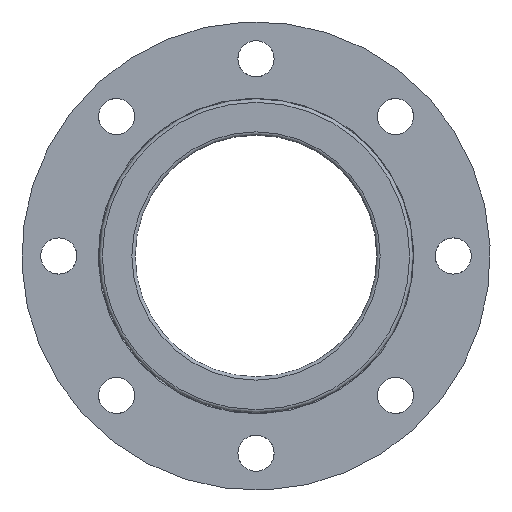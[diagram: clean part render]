
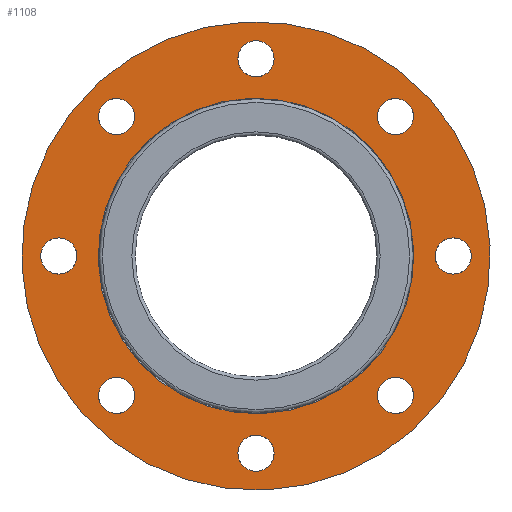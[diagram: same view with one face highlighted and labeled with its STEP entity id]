
A CAD part, front view. The second image highlights one B-rep face of the part: STEP entity #1108.
In plain terms, the highlighted planar face has unit normal (0, -1, 0).
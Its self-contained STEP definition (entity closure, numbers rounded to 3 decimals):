
#39=FACE_BOUND('',#274,.T.);
#40=FACE_BOUND('',#275,.T.);
#41=FACE_BOUND('',#276,.T.);
#42=FACE_BOUND('',#277,.T.);
#43=FACE_BOUND('',#278,.T.);
#44=FACE_BOUND('',#279,.T.);
#45=FACE_BOUND('',#280,.T.);
#46=FACE_BOUND('',#281,.T.);
#47=FACE_BOUND('',#282,.T.);
#65=PLANE('',#1327);
#203=FACE_OUTER_BOUND('',#273,.T.);
#273=EDGE_LOOP('',(#950));
#274=EDGE_LOOP('',(#951));
#275=EDGE_LOOP('',(#952));
#276=EDGE_LOOP('',(#953));
#277=EDGE_LOOP('',(#954));
#278=EDGE_LOOP('',(#955));
#279=EDGE_LOOP('',(#956));
#280=EDGE_LOOP('',(#957));
#281=EDGE_LOOP('',(#958));
#282=EDGE_LOOP('',(#959));
#397=CIRCLE('',#1302,11.);
#399=CIRCLE('',#1305,11.);
#401=CIRCLE('',#1308,11.);
#403=CIRCLE('',#1311,11.);
#405=CIRCLE('',#1314,11.);
#407=CIRCLE('',#1317,11.);
#409=CIRCLE('',#1320,11.);
#411=CIRCLE('',#1323,11.);
#412=CIRCLE('',#1325,142.5);
#414=CIRCLE('',#1328,96.);
#511=VERTEX_POINT('',#2027);
#513=VERTEX_POINT('',#2033);
#515=VERTEX_POINT('',#2039);
#517=VERTEX_POINT('',#2045);
#519=VERTEX_POINT('',#2051);
#521=VERTEX_POINT('',#2057);
#523=VERTEX_POINT('',#2063);
#525=VERTEX_POINT('',#2069);
#526=VERTEX_POINT('',#2073);
#528=VERTEX_POINT('',#2079);
#653=EDGE_CURVE('',#511,#511,#397,.T.);
#656=EDGE_CURVE('',#513,#513,#399,.T.);
#659=EDGE_CURVE('',#515,#515,#401,.T.);
#662=EDGE_CURVE('',#517,#517,#403,.T.);
#665=EDGE_CURVE('',#519,#519,#405,.T.);
#668=EDGE_CURVE('',#521,#521,#407,.T.);
#671=EDGE_CURVE('',#523,#523,#409,.T.);
#674=EDGE_CURVE('',#525,#525,#411,.T.);
#675=EDGE_CURVE('',#526,#526,#412,.T.);
#678=EDGE_CURVE('',#528,#528,#414,.T.);
#950=ORIENTED_EDGE('',*,*,#675,.T.);
#951=ORIENTED_EDGE('',*,*,#653,.T.);
#952=ORIENTED_EDGE('',*,*,#656,.T.);
#953=ORIENTED_EDGE('',*,*,#659,.T.);
#954=ORIENTED_EDGE('',*,*,#662,.T.);
#955=ORIENTED_EDGE('',*,*,#665,.T.);
#956=ORIENTED_EDGE('',*,*,#668,.T.);
#957=ORIENTED_EDGE('',*,*,#671,.T.);
#958=ORIENTED_EDGE('',*,*,#674,.T.);
#959=ORIENTED_EDGE('',*,*,#678,.F.);
#1108=ADVANCED_FACE('',(#203,#39,#40,#41,#42,#43,#44,#45,#46,#47),#65,.T.);
#1302=AXIS2_PLACEMENT_3D('',#2029,#1655,#1656);
#1305=AXIS2_PLACEMENT_3D('',#2035,#1662,#1663);
#1308=AXIS2_PLACEMENT_3D('',#2041,#1669,#1670);
#1311=AXIS2_PLACEMENT_3D('',#2047,#1676,#1677);
#1314=AXIS2_PLACEMENT_3D('',#2053,#1683,#1684);
#1317=AXIS2_PLACEMENT_3D('',#2059,#1690,#1691);
#1320=AXIS2_PLACEMENT_3D('',#2065,#1697,#1698);
#1323=AXIS2_PLACEMENT_3D('',#2071,#1704,#1705);
#1325=AXIS2_PLACEMENT_3D('',#2074,#1708,#1709);
#1327=AXIS2_PLACEMENT_3D('',#2078,#1713,#1714);
#1328=AXIS2_PLACEMENT_3D('',#2080,#1715,#1716);
#1655=DIRECTION('center_axis',(0.,1.,0.));
#1656=DIRECTION('ref_axis',(-0.707,0.,0.707));
#1662=DIRECTION('center_axis',(0.,1.,0.));
#1663=DIRECTION('ref_axis',(0.,0.,1.));
#1669=DIRECTION('center_axis',(0.,1.,0.));
#1670=DIRECTION('ref_axis',(0.707,0.,0.707));
#1676=DIRECTION('center_axis',(0.,1.,0.));
#1677=DIRECTION('ref_axis',(1.,0.,0.));
#1683=DIRECTION('center_axis',(0.,1.,0.));
#1684=DIRECTION('ref_axis',(0.707,0.,-0.707));
#1690=DIRECTION('center_axis',(0.,1.,0.));
#1691=DIRECTION('ref_axis',(0.,0.,-1.));
#1697=DIRECTION('center_axis',(0.,1.,0.));
#1698=DIRECTION('ref_axis',(-0.707,0.,-0.707));
#1704=DIRECTION('center_axis',(0.,1.,0.));
#1705=DIRECTION('ref_axis',(-1.,0.,0.));
#1708=DIRECTION('center_axis',(0.,-1.,0.));
#1709=DIRECTION('ref_axis',(1.,0.,0.));
#1713=DIRECTION('center_axis',(0.,-1.,0.));
#1714=DIRECTION('ref_axis',(0.,0.,-1.));
#1715=DIRECTION('center_axis',(0.,-1.,0.));
#1716=DIRECTION('ref_axis',(1.,0.,0.));
#2027=CARTESIAN_POINT('',(-103.087,0.,38.144));
#2029=CARTESIAN_POINT('Origin',(-110.866,0.,
45.922));
#2033=CARTESIAN_POINT('',(-45.922,0.,99.866));
#2035=CARTESIAN_POINT('Origin',(-45.922,0.,
110.866));
#2039=CARTESIAN_POINT('',(38.144,0.,103.087));
#2041=CARTESIAN_POINT('Origin',(45.922,0.,110.866));
#2045=CARTESIAN_POINT('',(99.866,0.,45.922));
#2047=CARTESIAN_POINT('Origin',(110.866,0.,45.922));
#2051=CARTESIAN_POINT('',(103.087,0.,-38.144));
#2053=CARTESIAN_POINT('Origin',(110.866,0.,-45.922));
#2057=CARTESIAN_POINT('',(45.922,0.,-99.866));
#2059=CARTESIAN_POINT('Origin',(45.922,0.,-110.866));
#2063=CARTESIAN_POINT('',(-38.144,0.,-103.087));
#2065=CARTESIAN_POINT('Origin',(-45.922,0.,
-110.866));
#2069=CARTESIAN_POINT('',(-99.866,0.,-45.922));
#2071=CARTESIAN_POINT('Origin',(-110.866,0.,
-45.922));
#2073=CARTESIAN_POINT('',(-142.5,0.,0.));
#2074=CARTESIAN_POINT('Origin',(0.,0.,0.));
#2078=CARTESIAN_POINT('Origin',(96.,0.,0.));
#2079=CARTESIAN_POINT('',(-96.,0.,0.));
#2080=CARTESIAN_POINT('Origin',(0.,0.,0.));
